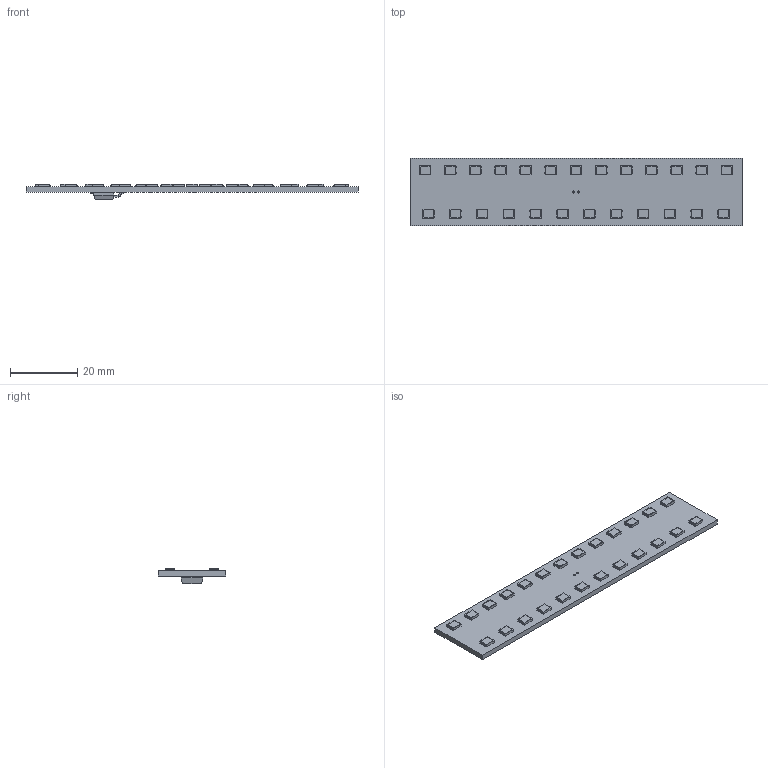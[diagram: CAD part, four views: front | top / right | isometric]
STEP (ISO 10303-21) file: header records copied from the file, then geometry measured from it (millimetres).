
FILE_DESCRIPTION(('KiCad electronic assembly'),'2;1');
FILE_NAME('BrakeLight.step','2022-02-26T23:32:43',('Pcbnew'),('Kicad'), 'Open CASCADE STEP processor 7.5','KiCad to STEP converter','Unknown' );
FILE_SCHEMA(('AUTOMOTIVE_DESIGN { 1 0 10303 214 1 1 1 1 }'));
Length unit declared in the file: millimetre
Products named in the file (6): BrakeLight 1; OF-SMD3528WC; COMPOUND; TO-252-2; SOLID; BrakeLight PCB
Assembly tree (29 placements, depth 3):
  BrakeLight 1
    OF-SMD3528WC  x25
      COMPOUND
    TO-252-2
      SOLID
    BrakeLight PCB
Bounding box: 99 x 20 x 4.77 mm (x, y, z)
Volume: 3431.5 mm3; surface area: 6023 mm2
Topology: 102 solids, 102 shells, 2513 faces, 6680 edges, 4450 vertices
Faces by surface type: bspline 2505, plane 6, cylinder 2
Full cylindrical faces by diameter (mm): 0.6 x2
Entity records: 11717 total; most frequent: CARTESIAN_POINT 4424, B_SPLINE_CURVE_WITH_KNOTS 1262, ORIENTED_EDGE 976, PCURVE 976, DEFINITIONAL_REPRESENTATION 976, EDGE_CURVE 488, SURFACE_CURVE 485, VERTEX_POINT 322
